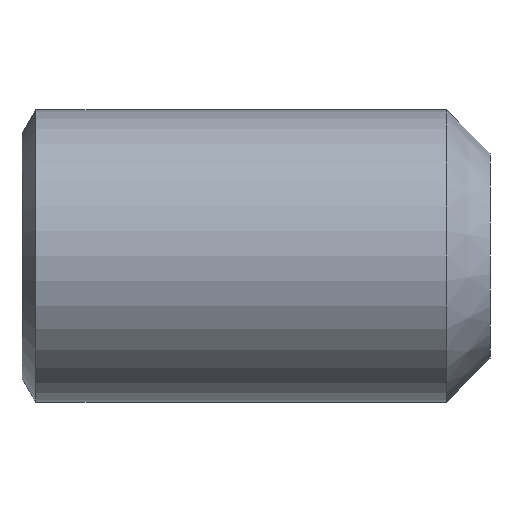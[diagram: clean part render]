
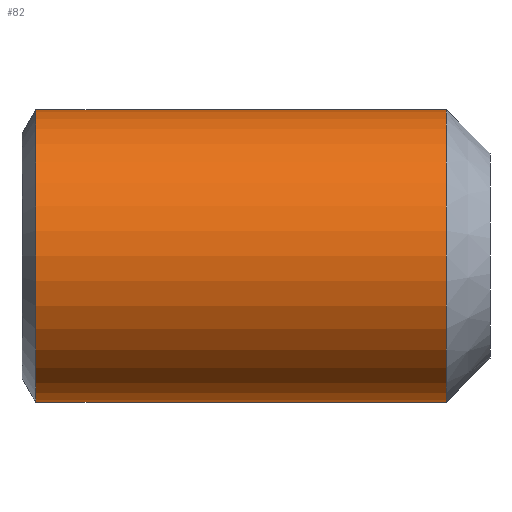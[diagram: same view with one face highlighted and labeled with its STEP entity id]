
A CAD part, front view. The second image highlights one B-rep face of the part: STEP entity #82.
In plain terms, the highlighted cylindrical face has radius 5 mm (diameter 10 mm), a partial arc.
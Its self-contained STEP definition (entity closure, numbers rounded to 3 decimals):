
#4 = VERTEX_POINT ( 'NONE', #107 ) ;
#31 = CARTESIAN_POINT ( 'NONE',  ( -12.7, 0., 0. ) ) ;
#35 = CYLINDRICAL_SURFACE ( 'NONE', #195, 5. ) ;
#53 = EDGE_CURVE ( 'NONE', #254, #348, #332, .T. ) ;
#82 = ADVANCED_FACE ( 'NONE', ( #251 ), #35, .T. ) ;
#97 = ORIENTED_EDGE ( 'NONE', *, *, #422, .F. ) ;
#99 = EDGE_CURVE ( 'NONE', #4, #153, #318, .T. ) ;
#107 = CARTESIAN_POINT ( 'NONE',  ( 14.5, 0., -5. ) ) ;
#109 = DIRECTION ( 'NONE',  ( -1., 0., 0. ) ) ;
#114 = EDGE_LOOP ( 'NONE', ( #97, #230, #277, #129 ) ) ;
#121 = DIRECTION ( 'NONE',  ( 0., 0., 1. ) ) ;
#125 = DIRECTION ( 'NONE',  ( -1., 0., 0. ) ) ;
#129 = ORIENTED_EDGE ( 'NONE', *, *, #53, .F. ) ;
#131 = DIRECTION ( 'NONE',  ( -1., 0., 0. ) ) ;
#150 = AXIS2_PLACEMENT_3D ( 'NONE', #396, #248, #219 ) ;
#153 = VERTEX_POINT ( 'NONE', #169 ) ;
#155 = DIRECTION ( 'NONE',  ( 0., 0., 1. ) ) ;
#169 = CARTESIAN_POINT ( 'NONE',  ( 14.5, 0., 5. ) ) ;
#195 = AXIS2_PLACEMENT_3D ( 'NONE', #31, #225, #121 ) ;
#208 = CARTESIAN_POINT ( 'NONE',  ( -12.7, 0., 5. ) ) ;
#219 = DIRECTION ( 'NONE',  ( 0., 0., 1. ) ) ;
#225 = DIRECTION ( 'NONE',  ( -1., 0., 0. ) ) ;
#227 = LINE ( 'NONE', #440, #443 ) ;
#230 = ORIENTED_EDGE ( 'NONE', *, *, #99, .T. ) ;
#233 = CARTESIAN_POINT ( 'NONE',  ( 0.478, 0., -5. ) ) ;
#248 = DIRECTION ( 'NONE',  ( -1., 0., 0. ) ) ;
#251 = FACE_OUTER_BOUND ( 'NONE', #114, .T. ) ;
#254 = VERTEX_POINT ( 'NONE', #233 ) ;
#277 = ORIENTED_EDGE ( 'NONE', *, *, #434, .T. ) ;
#283 = LINE ( 'NONE', #208, #308 ) ;
#308 = VECTOR ( 'NONE', #109, 1000. ) ;
#312 = CARTESIAN_POINT ( 'NONE',  ( 0.478, 0., 5. ) ) ;
#318 = CIRCLE ( 'NONE', #328, 5. ) ;
#328 = AXIS2_PLACEMENT_3D ( 'NONE', #439, #125, #155 ) ;
#332 = CIRCLE ( 'NONE', #150, 5. ) ;
#348 = VERTEX_POINT ( 'NONE', #312 ) ;
#396 = CARTESIAN_POINT ( 'NONE',  ( 0.478, 0., 0. ) ) ;
#422 = EDGE_CURVE ( 'NONE', #4, #254, #227, .T. ) ;
#434 = EDGE_CURVE ( 'NONE', #153, #348, #283, .T. ) ;
#439 = CARTESIAN_POINT ( 'NONE',  ( 14.5, 0., 0. ) ) ;
#440 = CARTESIAN_POINT ( 'NONE',  ( -12.7, 0., -5. ) ) ;
#443 = VECTOR ( 'NONE', #131, 1000. ) ;
